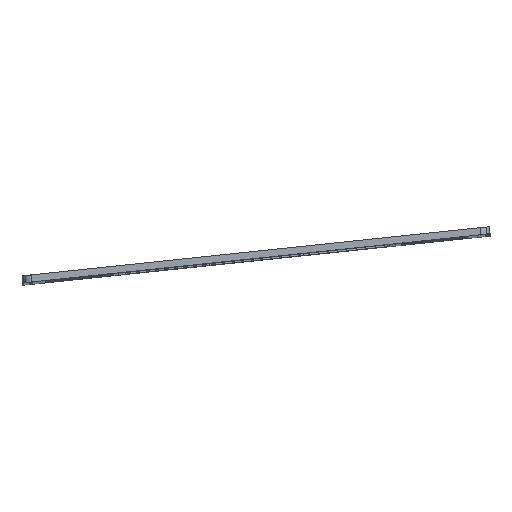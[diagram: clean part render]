
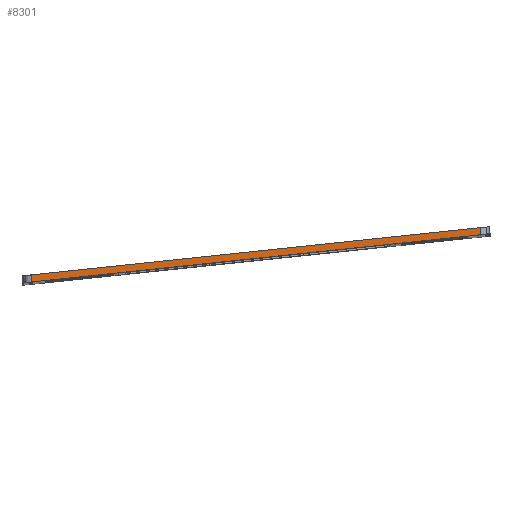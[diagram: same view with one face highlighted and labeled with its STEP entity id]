
A CAD part, top view. The second image highlights one B-rep face of the part: STEP entity #8301.
In plain terms, the highlighted planar face has unit normal (0, 0, 1).
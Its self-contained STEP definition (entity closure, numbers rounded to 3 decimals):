
#669=FACE_OUTER_BOUND('',#1161,.T.);
#1161=EDGE_LOOP('',(#7559,#7560,#7561,#7562));
#1639=LINE('',#11711,#2445);
#1839=LINE('',#12532,#2645);
#2389=LINE('',#14020,#3195);
#2390=LINE('',#14022,#3196);
#2445=VECTOR('',#9233,96.002);
#2645=VECTOR('',#9855,96.002);
#3195=VECTOR('',#11521,1.5);
#3196=VECTOR('',#11524,1.5);
#3265=VERTEX_POINT('',#11708);
#3266=VERTEX_POINT('',#11710);
#3675=VERTEX_POINT('',#12529);
#3676=VERTEX_POINT('',#12531);
#4085=EDGE_CURVE('',#3266,#3265,#1639,.T.);
#4495=EDGE_CURVE('',#3676,#3675,#1839,.T.);
#5241=EDGE_CURVE('',#3675,#3266,#2389,.T.);
#5242=EDGE_CURVE('',#3265,#3676,#2390,.T.);
#7559=ORIENTED_EDGE('',*,*,#5241,.T.);
#7560=ORIENTED_EDGE('',*,*,#4085,.T.);
#7561=ORIENTED_EDGE('',*,*,#5242,.T.);
#7562=ORIENTED_EDGE('',*,*,#4495,.T.);
#7916=PLANE('',#9143);
#8301=ADVANCED_FACE('',(#669),#7916,.T.);
#9143=AXIS2_PLACEMENT_3D('',#14021,#11522,#11523);
#9233=DIRECTION('',(0.995,0.105,0.));
#9855=DIRECTION('',(-0.995,-0.105,0.));
#11521=DIRECTION('',(0.104,-0.995,0.));
#11522=DIRECTION('center_axis',(0.,0.,1.));
#11523=DIRECTION('ref_axis',(1.,0.,0.));
#11524=DIRECTION('',(-0.105,0.995,0.));
#11708=CARTESIAN_POINT('',(101.435,19.114,291.6));
#11710=CARTESIAN_POINT('',(5.958,9.079,291.6));
#11711=CARTESIAN_POINT('',(5.958,9.079,291.6));
#12529=CARTESIAN_POINT('',(5.802,10.571,291.6));
#12531=CARTESIAN_POINT('',(101.278,20.606,291.6));
#12532=CARTESIAN_POINT('',(101.278,20.606,291.6));
#14020=CARTESIAN_POINT('',(5.802,10.571,291.6));
#14021=CARTESIAN_POINT('Origin',(53.618,14.843,291.6));
#14022=CARTESIAN_POINT('',(101.435,19.114,291.6));
